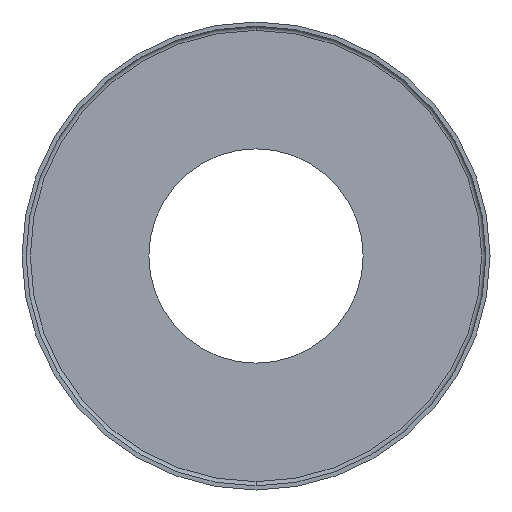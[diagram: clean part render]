
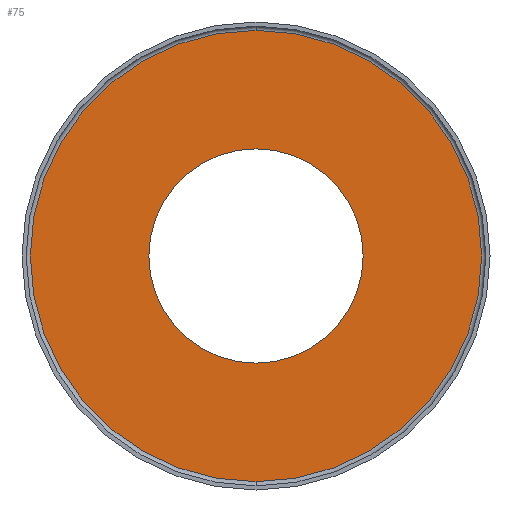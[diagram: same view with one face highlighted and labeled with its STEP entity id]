
A CAD part, front view. The second image highlights one B-rep face of the part: STEP entity #75.
In plain terms, the highlighted planar face has unit normal (0, -1, 0).
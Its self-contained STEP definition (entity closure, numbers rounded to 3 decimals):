
#2 = CARTESIAN_POINT ( 'NONE',  ( 0., 19., -54. ) ) ;
#14 = AXIS2_PLACEMENT_3D ( 'NONE', #104, #293, #108 ) ;
#21 = AXIS2_PLACEMENT_3D ( 'NONE', #218, #281, #155 ) ;
#30 = CARTESIAN_POINT ( 'NONE',  ( 0., 19., 54. ) ) ;
#46 = EDGE_CURVE ( 'NONE', #394, #241, #369, .T. ) ;
#53 = AXIS2_PLACEMENT_3D ( 'NONE', #295, #202, #175 ) ;
#59 = CARTESIAN_POINT ( 'NONE',  ( 0., 19., 25.65 ) ) ;
#62 = CIRCLE ( 'NONE', #21, 54. ) ;
#75 = ADVANCED_FACE ( 'NONE', ( #258, #80 ), #269, .F. ) ;
#80 = FACE_OUTER_BOUND ( 'NONE', #294, .T. ) ;
#104 = CARTESIAN_POINT ( 'NONE',  ( 0., 19., 0. ) ) ;
#108 = DIRECTION ( 'NONE',  ( 0., 0., 1. ) ) ;
#115 = EDGE_CURVE ( 'NONE', #241, #394, #319, .T. ) ;
#140 = CIRCLE ( 'NONE', #288, 54. ) ;
#142 = EDGE_LOOP ( 'NONE', ( #314, #344 ) ) ;
#155 = DIRECTION ( 'NONE',  ( 0., 0., 1. ) ) ;
#167 = CARTESIAN_POINT ( 'NONE',  ( 0., 19., 0. ) ) ;
#175 = DIRECTION ( 'NONE',  ( 0., 0., 1. ) ) ;
#202 = DIRECTION ( 'NONE',  ( 0., 1., 0. ) ) ;
#218 = CARTESIAN_POINT ( 'NONE',  ( 0., 19., 0. ) ) ;
#222 = ORIENTED_EDGE ( 'NONE', *, *, #312, .F. ) ;
#237 = EDGE_CURVE ( 'NONE', #337, #380, #140, .T. ) ;
#241 = VERTEX_POINT ( 'NONE', #302 ) ;
#245 = CARTESIAN_POINT ( 'NONE',  ( 0., 19., 0. ) ) ;
#258 = FACE_BOUND ( 'NONE', #142, .T. ) ;
#269 = PLANE ( 'NONE',  #14 ) ;
#281 = DIRECTION ( 'NONE',  ( 0., 1., 0. ) ) ;
#288 = AXIS2_PLACEMENT_3D ( 'NONE', #245, #367, #310 ) ;
#293 = DIRECTION ( 'NONE',  ( 0., 1., 0. ) ) ;
#294 = EDGE_LOOP ( 'NONE', ( #373, #222 ) ) ;
#295 = CARTESIAN_POINT ( 'NONE',  ( 0., 19., 0. ) ) ;
#299 = AXIS2_PLACEMENT_3D ( 'NONE', #167, #355, #324 ) ;
#302 = CARTESIAN_POINT ( 'NONE',  ( 0., 19., -25.65 ) ) ;
#310 = DIRECTION ( 'NONE',  ( 0., 0., 1. ) ) ;
#312 = EDGE_CURVE ( 'NONE', #380, #337, #62, .T. ) ;
#314 = ORIENTED_EDGE ( 'NONE', *, *, #46, .T. ) ;
#319 = CIRCLE ( 'NONE', #53, 25.65 ) ;
#324 = DIRECTION ( 'NONE',  ( 0., 0., 1. ) ) ;
#337 = VERTEX_POINT ( 'NONE', #30 ) ;
#344 = ORIENTED_EDGE ( 'NONE', *, *, #115, .T. ) ;
#355 = DIRECTION ( 'NONE',  ( 0., 1., 0. ) ) ;
#367 = DIRECTION ( 'NONE',  ( 0., 1., 0. ) ) ;
#369 = CIRCLE ( 'NONE', #299, 25.65 ) ;
#373 = ORIENTED_EDGE ( 'NONE', *, *, #237, .F. ) ;
#380 = VERTEX_POINT ( 'NONE', #2 ) ;
#394 = VERTEX_POINT ( 'NONE', #59 ) ;
